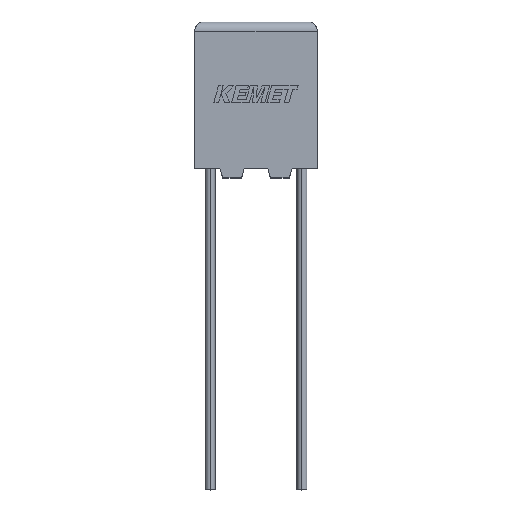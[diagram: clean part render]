
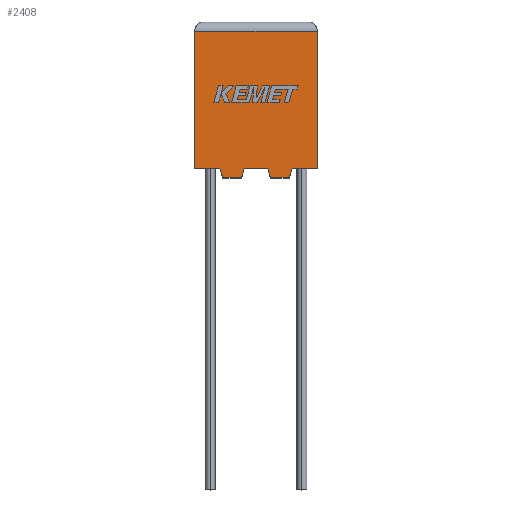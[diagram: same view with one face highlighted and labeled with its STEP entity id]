
A CAD part, top view. The second image highlights one B-rep face of the part: STEP entity #2408.
In plain terms, the highlighted planar face has unit normal (0, 0, 1).
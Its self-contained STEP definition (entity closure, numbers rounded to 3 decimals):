
#13 = DIRECTION ( 'NONE',  ( 0.287, -0.958, 0. ) ) ;
#47 = CARTESIAN_POINT ( 'NONE',  ( 1.386, 0., 4. ) ) ;
#56 = EDGE_CURVE ( 'NONE', #3233, #1918, #3039, .T. ) ;
#160 = CARTESIAN_POINT ( 'NONE',  ( 4.139, -0.5, 4. ) ) ;
#168 = ORIENTED_EDGE ( 'NONE', *, *, #2095, .T. ) ;
#197 = CARTESIAN_POINT ( 'NONE',  ( 0., 0., 4. ) ) ;
#209 = EDGE_CURVE ( 'NONE', #1918, #1163, #2325, .T. ) ;
#245 = CARTESIAN_POINT ( 'NONE',  ( 5.164, -0.5, 4. ) ) ;
#289 = VECTOR ( 'NONE', #13, 1000. ) ;
#300 = DIRECTION ( 'NONE',  ( 0., 1., 0. ) ) ;
#317 = CARTESIAN_POINT ( 'NONE',  ( 0., 0., 4. ) ) ;
#330 = FACE_OUTER_BOUND ( 'NONE', #733, .T. ) ;
#355 = VERTEX_POINT ( 'NONE', #1115 ) ;
#451 = DIRECTION ( 'NONE',  ( 0., -1., 0. ) ) ;
#452 = LINE ( 'NONE', #1664, #1715 ) ;
#497 = VECTOR ( 'NONE', #1900, 1000. ) ;
#501 = VECTOR ( 'NONE', #451, 1000. ) ;
#588 = CARTESIAN_POINT ( 'NONE',  ( 2.561, -0.5, 4. ) ) ;
#600 = CARTESIAN_POINT ( 'NONE',  ( 6.7, 0., 4. ) ) ;
#733 = EDGE_LOOP ( 'NONE', ( #168, #1408, #2728, #1558, #882, #1805, #1859, #2743, #1061, #2217, #1461, #998 ) ) ;
#737 = EDGE_CURVE ( 'NONE', #355, #2050, #1124, .T. ) ;
#778 = EDGE_CURVE ( 'NONE', #1892, #1986, #3046, .T. ) ;
#785 = VECTOR ( 'NONE', #2604, 1000. ) ;
#817 = CARTESIAN_POINT ( 'NONE',  ( 1.386, 0., 4. ) ) ;
#835 = LINE ( 'NONE', #1831, #2821 ) ;
#882 = ORIENTED_EDGE ( 'NONE', *, *, #56, .T. ) ;
#893 = DIRECTION ( 'NONE',  ( -1., 0., 0. ) ) ;
#926 = CARTESIAN_POINT ( 'NONE',  ( 0., 0., 4. ) ) ;
#976 = LINE ( 'NONE', #3206, #1767 ) ;
#998 = ORIENTED_EDGE ( 'NONE', *, *, #737, .T. ) ;
#1011 = VERTEX_POINT ( 'NONE', #1167 ) ;
#1038 = EDGE_CURVE ( 'NONE', #1163, #2939, #1961, .T. ) ;
#1061 = ORIENTED_EDGE ( 'NONE', *, *, #1310, .F. ) ;
#1115 = CARTESIAN_POINT ( 'NONE',  ( 5.314, 0., 4. ) ) ;
#1118 = CARTESIAN_POINT ( 'NONE',  ( 2.711, 0., 4. ) ) ;
#1124 = LINE ( 'NONE', #926, #497 ) ;
#1163 = VERTEX_POINT ( 'NONE', #588 ) ;
#1167 = CARTESIAN_POINT ( 'NONE',  ( 6.7, 7.5, 4. ) ) ;
#1192 = VECTOR ( 'NONE', #300, 1000. ) ;
#1194 = AXIS2_PLACEMENT_3D ( 'NONE', #317, #2049, #3037 ) ;
#1216 = DIRECTION ( 'NONE',  ( 1., 0., 0. ) ) ;
#1280 = VECTOR ( 'NONE', #2648, 1000. ) ;
#1310 = EDGE_CURVE ( 'NONE', #2508, #1842, #1927, .T. ) ;
#1408 = ORIENTED_EDGE ( 'NONE', *, *, #2525, .T. ) ;
#1421 = CARTESIAN_POINT ( 'NONE',  ( 0., 0., 4. ) ) ;
#1423 = CARTESIAN_POINT ( 'NONE',  ( 6.7, 0., 4. ) ) ;
#1461 = ORIENTED_EDGE ( 'NONE', *, *, #1587, .F. ) ;
#1558 = ORIENTED_EDGE ( 'NONE', *, *, #2331, .T. ) ;
#1582 = DIRECTION ( 'NONE',  ( -1., 0., 0. ) ) ;
#1587 = EDGE_CURVE ( 'NONE', #355, #1777, #452, .T. ) ;
#1605 = VECTOR ( 'NONE', #2693, 1000. ) ;
#1626 = LINE ( 'NONE', #1421, #785 ) ;
#1664 = CARTESIAN_POINT ( 'NONE',  ( 5.314, 0., 4. ) ) ;
#1715 = VECTOR ( 'NONE', #2166, 1000. ) ;
#1767 = VECTOR ( 'NONE', #1216, 1000. ) ;
#1777 = VERTEX_POINT ( 'NONE', #245 ) ;
#1805 = ORIENTED_EDGE ( 'NONE', *, *, #209, .T. ) ;
#1831 = CARTESIAN_POINT ( 'NONE',  ( 5.164, -0.5, 4. ) ) ;
#1842 = VERTEX_POINT ( 'NONE', #2800 ) ;
#1859 = ORIENTED_EDGE ( 'NONE', *, *, #1038, .T. ) ;
#1892 = VERTEX_POINT ( 'NONE', #3105 ) ;
#1900 = DIRECTION ( 'NONE',  ( 1., 0., 0. ) ) ;
#1915 = CARTESIAN_POINT ( 'NONE',  ( 0., 0., 4. ) ) ;
#1918 = VERTEX_POINT ( 'NONE', #2323 ) ;
#1927 = LINE ( 'NONE', #2662, #1605 ) ;
#1961 = LINE ( 'NONE', #2447, #1280 ) ;
#1986 = VERTEX_POINT ( 'NONE', #1915 ) ;
#2049 = DIRECTION ( 'NONE',  ( 0., 0., -1. ) ) ;
#2050 = VERTEX_POINT ( 'NONE', #1423 ) ;
#2095 = EDGE_CURVE ( 'NONE', #2050, #1011, #3093, .T. ) ;
#2114 = LINE ( 'NONE', #3141, #2979 ) ;
#2166 = DIRECTION ( 'NONE',  ( -0.287, -0.958, 0. ) ) ;
#2217 = ORIENTED_EDGE ( 'NONE', *, *, #3238, .F. ) ;
#2323 = CARTESIAN_POINT ( 'NONE',  ( 1.536, -0.5, 4. ) ) ;
#2325 = LINE ( 'NONE', #2931, #2529 ) ;
#2331 = EDGE_CURVE ( 'NONE', #1986, #3233, #976, .T. ) ;
#2408 = ADVANCED_FACE ( 'NONE', ( #330 ), #2822, .F. ) ;
#2447 = CARTESIAN_POINT ( 'NONE',  ( 2.561, -0.5, 4. ) ) ;
#2508 = VERTEX_POINT ( 'NONE', #160 ) ;
#2525 = EDGE_CURVE ( 'NONE', #1011, #1892, #2114, .T. ) ;
#2529 = VECTOR ( 'NONE', #3092, 1000. ) ;
#2604 = DIRECTION ( 'NONE',  ( 1., 0., 0. ) ) ;
#2648 = DIRECTION ( 'NONE',  ( 0.287, 0.958, 0. ) ) ;
#2662 = CARTESIAN_POINT ( 'NONE',  ( 4.139, -0.5, 4. ) ) ;
#2693 = DIRECTION ( 'NONE',  ( -0.287, 0.958, 0. ) ) ;
#2728 = ORIENTED_EDGE ( 'NONE', *, *, #778, .T. ) ;
#2743 = ORIENTED_EDGE ( 'NONE', *, *, #2943, .T. ) ;
#2800 = CARTESIAN_POINT ( 'NONE',  ( 3.989, 0., 4. ) ) ;
#2821 = VECTOR ( 'NONE', #1582, 1000. ) ;
#2822 = PLANE ( 'NONE',  #1194 ) ;
#2931 = CARTESIAN_POINT ( 'NONE',  ( 1.536, -0.5, 4. ) ) ;
#2939 = VERTEX_POINT ( 'NONE', #1118 ) ;
#2943 = EDGE_CURVE ( 'NONE', #2939, #1842, #1626, .T. ) ;
#2979 = VECTOR ( 'NONE', #893, 1000. ) ;
#3037 = DIRECTION ( 'NONE',  ( -1., 0., 0. ) ) ;
#3039 = LINE ( 'NONE', #47, #289 ) ;
#3046 = LINE ( 'NONE', #197, #501 ) ;
#3092 = DIRECTION ( 'NONE',  ( 1., 0., 0. ) ) ;
#3093 = LINE ( 'NONE', #600, #1192 ) ;
#3105 = CARTESIAN_POINT ( 'NONE',  ( 0., 7.5, 4. ) ) ;
#3141 = CARTESIAN_POINT ( 'NONE',  ( 0., 7.5, 4. ) ) ;
#3206 = CARTESIAN_POINT ( 'NONE',  ( 0., 0., 4. ) ) ;
#3233 = VERTEX_POINT ( 'NONE', #817 ) ;
#3238 = EDGE_CURVE ( 'NONE', #1777, #2508, #835, .T. ) ;
